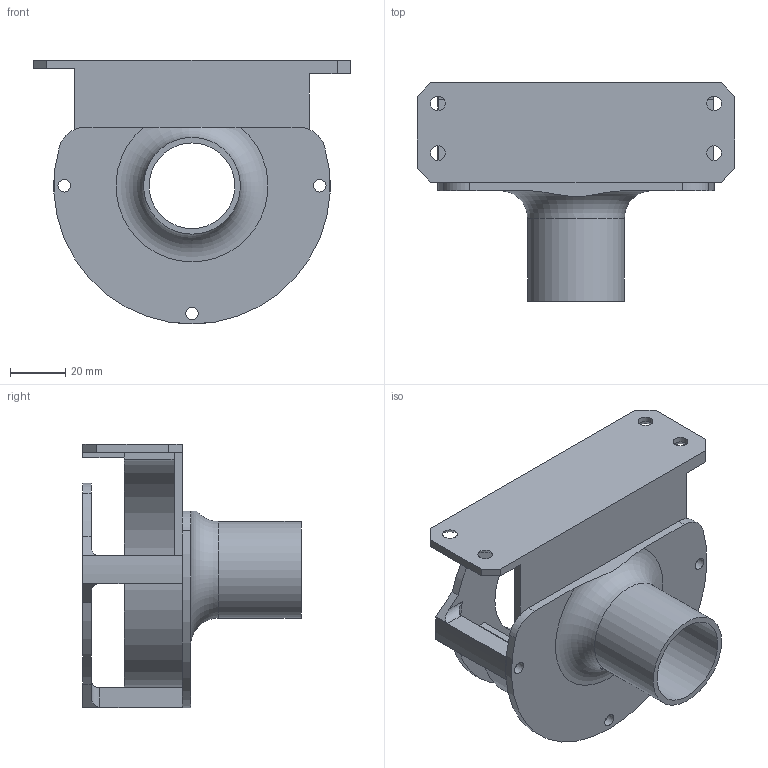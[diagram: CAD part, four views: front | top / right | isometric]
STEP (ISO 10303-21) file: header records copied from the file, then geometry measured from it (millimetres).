
FILE_DESCRIPTION(/* description */ (''),/* implementation_level */ '2;1');
FILE_NAME(/* name */ 'Blower Holder V3 (Model B).step',/* time_stamp */ '2020-04-24T12:49:20+02:00',/* author */ (''),/* organization */ (''),/* preprocessor_version */ 'ST-DEVELOPER v18.1',/* originating_system */ 'Autodesk Translation Framework v9.2.0.1227',/* authorisation */ '');
FILE_SCHEMA (('AUTOMOTIVE_DESIGN { 1 0 10303 214 3 1 1 }'));
Length unit declared in the file: millimetre
Products named in the file (4): Blower Holder V3 (Model B); Body; Top; Bottom
Assembly tree (3 placements, depth 2):
  Blower Holder V3 (Model B)
    Body
    Top
    Bottom
Bounding box: 115 x 79 x 95.5 mm (x, y, z)
Volume: 87493.4 mm3; surface area: 59706.1 mm2
Topology: 3 solids, 3 shells, 84 faces, 227 edges, 149 vertices
Faces by surface type: plane 40, cylinder 34, torus 6, cone 4
Full cylindrical faces by diameter (mm): 4.5 x6, 5.3 x2, 31 x1, 35 x1, 45 x1
Entity records: 2911 total; most frequent: CARTESIAN_POINT 566, DIRECTION 484, ORIENTED_EDGE 454, EDGE_CURVE 227, AXIS2_PLACEMENT_3D 173, VERTEX_POINT 149, LINE 138, VECTOR 138
